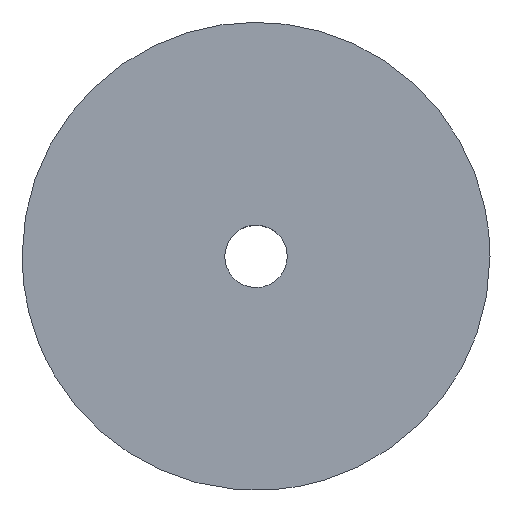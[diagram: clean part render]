
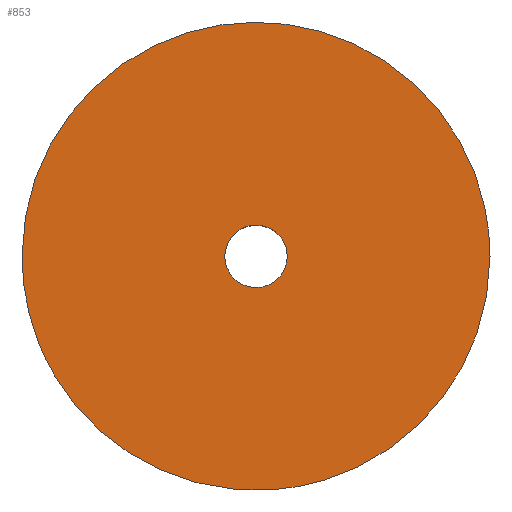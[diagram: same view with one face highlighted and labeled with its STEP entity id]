
A CAD part, top view. The second image highlights one B-rep face of the part: STEP entity #853.
In plain terms, the highlighted free-form (B-spline) face has degree [1, 1] with [2, 2] control points.
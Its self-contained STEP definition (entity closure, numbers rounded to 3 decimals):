
#104=CARTESIAN_POINT('',(0.122,-1.996,16.0));
#105=VERTEX_POINT('',#104);
#111=CARTESIAN_POINT('',(2.0,0.0,16.0));
#112=VERTEX_POINT('',#111);
#113=CARTESIAN_POINT('',(2.0,0.0,16.0));
#114=CARTESIAN_POINT('',(2.,-1.881,16.));
#115=CARTESIAN_POINT('',(0.122,-1.996,16.0));
#123=(BOUNDED_CURVE()B_SPLINE_CURVE(2,(#113,#114,#115),.UNSPECIFIED.,.F.,.U.)B_SPLINE_CURVE_WITH_KNOTS((3,3),(0.5,0.739),.UNSPECIFIED.)CURVE()GEOMETRIC_REPRESENTATION_ITEM()RATIONAL_B_SPLINE_CURVE((1.0,0.72,0.976))REPRESENTATION_ITEM(''));
#124=EDGE_CURVE('',#112,#105,#123,.T.);
#126=CARTESIAN_POINT('',(-0.236,1.986,16.0));
#127=VERTEX_POINT('',#126);
#128=CARTESIAN_POINT('',(-0.236,1.986,16.));
#129=CARTESIAN_POINT('',(-0.118,2.,16.0));
#130=CARTESIAN_POINT('',(0.0,2.0,16.0));
#131=CARTESIAN_POINT('',(2.,2.,16.));
#132=CARTESIAN_POINT('',(2.0,0.0,16.0));
#140=(BOUNDED_CURVE()B_SPLINE_CURVE(2,(#128,#129,#130,#131,#132),.UNSPECIFIED.,.F.,.U.)B_SPLINE_CURVE_WITH_KNOTS((3,2,3),(0.23,0.25,0.5),.UNSPECIFIED.)CURVE()GEOMETRIC_REPRESENTATION_ITEM()RATIONAL_B_SPLINE_CURVE((0.956,0.976,1.0,0.707,1.0))REPRESENTATION_ITEM(''));
#141=EDGE_CURVE('',#127,#112,#140,.T.);
#185=CARTESIAN_POINT('',(-2.0,0.0,16.0));
#186=VERTEX_POINT('',#185);
#187=CARTESIAN_POINT('',(-2.0,0.0,16.0));
#188=CARTESIAN_POINT('',(-2.,1.776,16.));
#189=CARTESIAN_POINT('',(-0.236,1.986,16.));
#197=(BOUNDED_CURVE()B_SPLINE_CURVE(2,(#187,#188,#189),.UNSPECIFIED.,.F.,.U.)B_SPLINE_CURVE_WITH_KNOTS((3,3),(0.0,0.23),.UNSPECIFIED.)CURVE()GEOMETRIC_REPRESENTATION_ITEM()RATIONAL_B_SPLINE_CURVE((1.0,0.731,0.956))REPRESENTATION_ITEM(''));
#198=EDGE_CURVE('',#186,#127,#197,.T.);
#200=CARTESIAN_POINT('',(0.122,-1.996,16.0));
#201=CARTESIAN_POINT('',(0.061,-2.,16.));
#202=CARTESIAN_POINT('',(0.0,-2.0,16.0));
#203=CARTESIAN_POINT('',(-2.,-2.,16.));
#204=CARTESIAN_POINT('',(-2.0,0.0,16.0));
#212=(BOUNDED_CURVE()B_SPLINE_CURVE(2,(#200,#201,#202,#203,#204),.UNSPECIFIED.,.F.,.U.)B_SPLINE_CURVE_WITH_KNOTS((3,2,3),(0.739,0.75,1.0),.UNSPECIFIED.)CURVE()GEOMETRIC_REPRESENTATION_ITEM()RATIONAL_B_SPLINE_CURVE((0.976,0.988,1.0,0.707,1.0))REPRESENTATION_ITEM(''));
#213=EDGE_CURVE('',#105,#186,#212,.T.);
#461=CARTESIAN_POINT('',(1.177,-14.954,16.));
#462=VERTEX_POINT('',#461);
#468=CARTESIAN_POINT('',(-13.948,-5.519,16.));
#469=VERTEX_POINT('',#468);
#470=CARTESIAN_POINT('',(1.177,-14.954,16.));
#471=CARTESIAN_POINT('',(0.589,-15.,16.));
#472=CARTESIAN_POINT('',(0.,-15.,16.));
#473=CARTESIAN_POINT('',(-10.197,-15.,16.));
#474=CARTESIAN_POINT('',(-13.948,-5.519,16.));
#482=(BOUNDED_CURVE()B_SPLINE_CURVE(2,(#470,#471,#472,#473,#474),.UNSPECIFIED.,.F.,.U.)B_SPLINE_CURVE_WITH_KNOTS((3,2,3),(0.736,0.75,0.938),.UNSPECIFIED.)CURVE()GEOMETRIC_REPRESENTATION_ITEM()RATIONAL_B_SPLINE_CURVE((0.97,0.984,1.0,0.78,0.89))REPRESENTATION_ITEM(''));
#483=EDGE_CURVE('',#462,#469,#482,.T.);
#535=CARTESIAN_POINT('',(-15.0,0.0,16.0));
#536=VERTEX_POINT('',#535);
#537=CARTESIAN_POINT('',(-13.948,-5.519,16.));
#538=CARTESIAN_POINT('',(-15.,-2.86,16.));
#539=CARTESIAN_POINT('',(-15.0,0.0,16.0));
#547=(BOUNDED_CURVE()B_SPLINE_CURVE(2,(#537,#538,#539),.UNSPECIFIED.,.F.,.U.)B_SPLINE_CURVE_WITH_KNOTS((3,3),(0.938,1.0),.UNSPECIFIED.)CURVE()GEOMETRIC_REPRESENTATION_ITEM()RATIONAL_B_SPLINE_CURVE((0.89,0.927,1.0))REPRESENTATION_ITEM(''));
#548=EDGE_CURVE('',#469,#536,#547,.T.);
#550=CARTESIAN_POINT('',(15.0,0.0,16.0));
#551=VERTEX_POINT('',#550);
#552=CARTESIAN_POINT('',(-15.0,0.0,16.0));
#553=CARTESIAN_POINT('',(-15.,15.,16.0));
#554=CARTESIAN_POINT('',(0.0,15.0,16.0));
#555=CARTESIAN_POINT('',(15.,15.,16.0));
#556=CARTESIAN_POINT('',(15.0,0.0,16.0));
#564=(BOUNDED_CURVE()B_SPLINE_CURVE(2,(#552,#553,#554,#555,#556),.UNSPECIFIED.,.F.,.U.)B_SPLINE_CURVE_WITH_KNOTS((3,2,3),(0.0,0.25,0.5),.UNSPECIFIED.)CURVE()GEOMETRIC_REPRESENTATION_ITEM()RATIONAL_B_SPLINE_CURVE((1.0,0.707,1.0,0.707,1.0))REPRESENTATION_ITEM(''));
#565=EDGE_CURVE('',#536,#551,#564,.T.);
#567=CARTESIAN_POINT('',(15.0,0.0,16.0));
#568=CARTESIAN_POINT('',(15.,-13.866,16.));
#569=CARTESIAN_POINT('',(1.177,-14.954,16.));
#577=(BOUNDED_CURVE()B_SPLINE_CURVE(2,(#567,#568,#569),.UNSPECIFIED.,.F.,.U.)B_SPLINE_CURVE_WITH_KNOTS((3,3),(0.5,0.736),.UNSPECIFIED.)CURVE()GEOMETRIC_REPRESENTATION_ITEM()RATIONAL_B_SPLINE_CURVE((1.0,0.723,0.97))REPRESENTATION_ITEM(''));
#578=EDGE_CURVE('',#551,#462,#577,.T.);
#836=CARTESIAN_POINT('',(16.498,-16.498,16.0));
#837=CARTESIAN_POINT('',(-16.499,-16.498,16.0));
#838=CARTESIAN_POINT('',(16.498,16.498,16.0));
#839=CARTESIAN_POINT('',(-16.499,16.498,16.0));
#840=B_SPLINE_SURFACE_WITH_KNOTS('',1,1,((#836,#838),(#837,#839)),.UNSPECIFIED.,.F.,.F.,.U.,(2,2),(2,2),(0.0,32.997),(0.0,32.997),.UNSPECIFIED.);
#841=ORIENTED_EDGE('',*,*,#548,.F.);
#842=ORIENTED_EDGE('',*,*,#483,.F.);
#843=ORIENTED_EDGE('',*,*,#578,.F.);
#844=ORIENTED_EDGE('',*,*,#565,.F.);
#845=EDGE_LOOP('',(#841,#842,#843,#844));
#846=FACE_OUTER_BOUND('',#845,.T.);
#847=ORIENTED_EDGE('',*,*,#124,.T.);
#848=ORIENTED_EDGE('',*,*,#213,.T.);
#849=ORIENTED_EDGE('',*,*,#198,.T.);
#850=ORIENTED_EDGE('',*,*,#141,.T.);
#851=EDGE_LOOP('',(#847,#848,#849,#850));
#852=FACE_BOUND('',#851,.T.);
#853=ADVANCED_FACE('',(#846,#852),#840,.F.);
